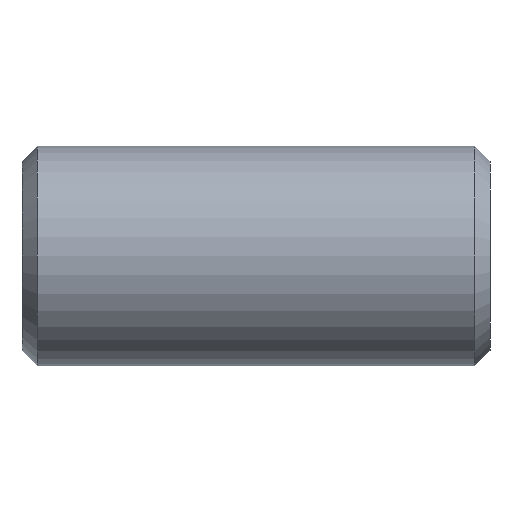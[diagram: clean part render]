
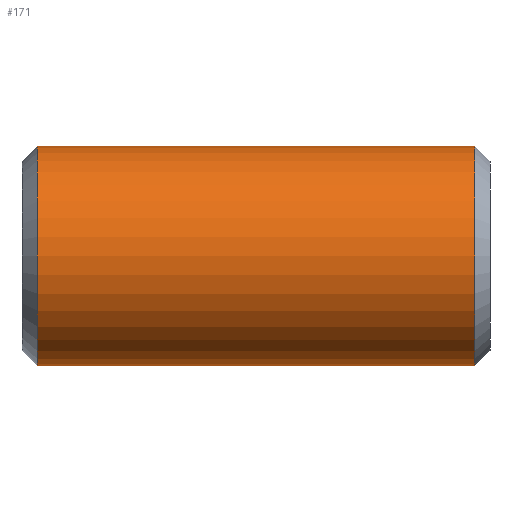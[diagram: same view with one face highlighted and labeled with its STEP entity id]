
A CAD part, front view. The second image highlights one B-rep face of the part: STEP entity #171.
In plain terms, the highlighted cylindrical face has radius 13.335 mm (diameter 26.67 mm), a partial arc.
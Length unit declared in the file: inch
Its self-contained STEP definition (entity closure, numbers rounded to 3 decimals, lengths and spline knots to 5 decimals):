
#5 = VERTEX_POINT ( 'NONE', #584 ) ;
#73 = CARTESIAN_POINT ( 'NONE',  ( 1.12, 0., 0.525 ) ) ;
#83 = DIRECTION ( 'NONE',  ( 0., 0., 1. ) ) ;
#93 = EDGE_CURVE ( 'NONE', #304, #5, #124, .T. ) ;
#96 = CARTESIAN_POINT ( 'NONE',  ( 0., 0., 0.525 ) ) ;
#113 = CARTESIAN_POINT ( 'NONE',  ( -1.047, 0., 0.525 ) ) ;
#124 = CIRCLE ( 'NONE', #545, 0.525 ) ;
#125 = DIRECTION ( 'NONE',  ( -1., 0., 0. ) ) ;
#134 = DIRECTION ( 'NONE',  ( -1., 0., 0. ) ) ;
#160 = LINE ( 'NONE', #525, #444 ) ;
#164 = DIRECTION ( 'NONE',  ( -1., 0., 0. ) ) ;
#171 = ADVANCED_FACE ( 'NONE', ( #248 ), #523, .T. ) ;
#191 = ORIENTED_EDGE ( 'NONE', *, *, #317, .T. ) ;
#198 = VERTEX_POINT ( 'NONE', #113 ) ;
#209 = ORIENTED_EDGE ( 'NONE', *, *, #93, .T. ) ;
#212 = ORIENTED_EDGE ( 'NONE', *, *, #391, .F. ) ;
#223 = DIRECTION ( 'NONE',  ( 0., 0., -1. ) ) ;
#227 = CARTESIAN_POINT ( 'NONE',  ( -1.047, 0., 0. ) ) ;
#239 = DIRECTION ( 'NONE',  ( -1., 0., 0. ) ) ;
#248 = FACE_OUTER_BOUND ( 'NONE', #316, .T. ) ;
#249 = CARTESIAN_POINT ( 'NONE',  ( 0., 0., -0.525 ) ) ;
#255 = LINE ( 'NONE', #73, #292 ) ;
#259 = CARTESIAN_POINT ( 'NONE',  ( 1.12, 0., -0.525 ) ) ;
#271 = VERTEX_POINT ( 'NONE', #566 ) ;
#278 = AXIS2_PLACEMENT_3D ( 'NONE', #524, #473, #337 ) ;
#288 = ORIENTED_EDGE ( 'NONE', *, *, #484, .T. ) ;
#292 = VECTOR ( 'NONE', #125, 39.37008 ) ;
#302 = DIRECTION ( 'NONE',  ( -1., 0., 0. ) ) ;
#304 = VERTEX_POINT ( 'NONE', #446 ) ;
#316 = EDGE_LOOP ( 'NONE', ( #336, #209, #288, #191, #479, #212 ) ) ;
#317 = EDGE_CURVE ( 'NONE', #422, #198, #255, .T. ) ;
#320 = VECTOR ( 'NONE', #164, 39.37008 ) ;
#336 = ORIENTED_EDGE ( 'NONE', *, *, #343, .F. ) ;
#337 = DIRECTION ( 'NONE',  ( 0., 0., 1. ) ) ;
#343 = EDGE_CURVE ( 'NONE', #304, #544, #356, .T. ) ;
#355 = AXIS2_PLACEMENT_3D ( 'NONE', #227, #585, #83 ) ;
#356 = LINE ( 'NONE', #259, #320 ) ;
#365 = VECTOR ( 'NONE', #134, 39.37008 ) ;
#369 = LINE ( 'NONE', #502, #365 ) ;
#389 = CIRCLE ( 'NONE', #355, 0.525 ) ;
#391 = EDGE_CURVE ( 'NONE', #544, #271, #160, .T. ) ;
#422 = VERTEX_POINT ( 'NONE', #96 ) ;
#444 = VECTOR ( 'NONE', #302, 39.37008 ) ;
#446 = CARTESIAN_POINT ( 'NONE',  ( 1.047, 0., -0.525 ) ) ;
#473 = DIRECTION ( 'NONE',  ( -1., 0., 0. ) ) ;
#479 = ORIENTED_EDGE ( 'NONE', *, *, #575, .T. ) ;
#484 = EDGE_CURVE ( 'NONE', #5, #422, #369, .T. ) ;
#502 = CARTESIAN_POINT ( 'NONE',  ( 1.12, 0., 0.525 ) ) ;
#504 = CARTESIAN_POINT ( 'NONE',  ( 1.047, 0., 0. ) ) ;
#523 = CYLINDRICAL_SURFACE ( 'NONE', #278, 0.525 ) ;
#524 = CARTESIAN_POINT ( 'NONE',  ( 1.12, 0., 0. ) ) ;
#525 = CARTESIAN_POINT ( 'NONE',  ( 1.12, 0., -0.525 ) ) ;
#544 = VERTEX_POINT ( 'NONE', #249 ) ;
#545 = AXIS2_PLACEMENT_3D ( 'NONE', #504, #239, #223 ) ;
#566 = CARTESIAN_POINT ( 'NONE',  ( -1.047, 0., -0.525 ) ) ;
#575 = EDGE_CURVE ( 'NONE', #198, #271, #389, .T. ) ;
#584 = CARTESIAN_POINT ( 'NONE',  ( 1.047, 0., 0.525 ) ) ;
#585 = DIRECTION ( 'NONE',  ( 1., 0., 0. ) ) ;
